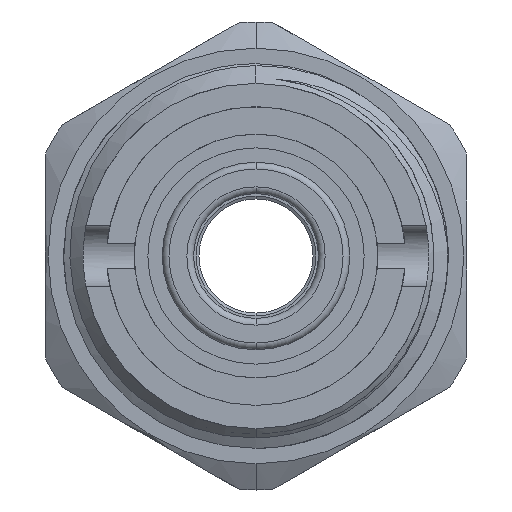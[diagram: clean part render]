
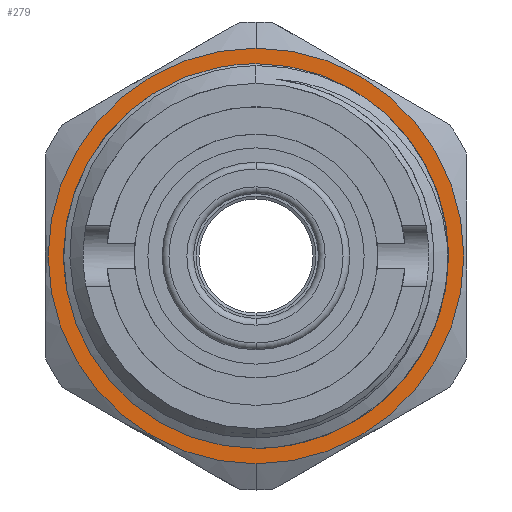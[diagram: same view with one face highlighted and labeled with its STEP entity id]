
A CAD part, front view. The second image highlights one B-rep face of the part: STEP entity #279.
In plain terms, the highlighted planar face has unit normal (0, -1, 0).
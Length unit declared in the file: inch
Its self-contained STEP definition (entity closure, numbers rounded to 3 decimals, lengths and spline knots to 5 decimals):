
#279 = ADVANCED_FACE ( 'NONE', ( #4196, #12599 ), #8652, .T. ) ;
#767 = AXIS2_PLACEMENT_3D ( 'NONE', #4642, #7897, #9132 ) ;
#811 = DIRECTION ( 'NONE',  ( 0., 0., -1. ) ) ;
#1268 = EDGE_LOOP ( 'NONE', ( #13841, #2019 ) ) ;
#1402 = DIRECTION ( 'NONE',  ( 0., -1., 0. ) ) ;
#1566 = EDGE_CURVE ( 'NONE', #9429, #13216, #6416, .T. ) ;
#2019 = ORIENTED_EDGE ( 'NONE', *, *, #3329, .T. ) ;
#2614 = EDGE_LOOP ( 'NONE', ( #12881, #9336 ) ) ;
#3329 = EDGE_CURVE ( 'NONE', #8275, #10636, #6489, .T. ) ;
#3633 = AXIS2_PLACEMENT_3D ( 'NONE', #5214, #12860, #811 ) ;
#4196 = FACE_OUTER_BOUND ( 'NONE', #1268, .T. ) ;
#4322 = DIRECTION ( 'NONE',  ( 0., 0., -1. ) ) ;
#4558 = AXIS2_PLACEMENT_3D ( 'NONE', #7026, #12294, #13428 ) ;
#4642 = CARTESIAN_POINT ( 'NONE',  ( 0., 0.945, 0. ) ) ;
#5214 = CARTESIAN_POINT ( 'NONE',  ( 0., 0.945, 0. ) ) ;
#6416 = CIRCLE ( 'NONE', #3633, 0.46 ) ;
#6489 = CIRCLE ( 'NONE', #10807, 0.555 ) ;
#6750 = EDGE_CURVE ( 'NONE', #10636, #8275, #8220, .T. ) ;
#6927 = CARTESIAN_POINT ( 'NONE',  ( 0., 0.945, 0.555 ) ) ;
#6977 = CARTESIAN_POINT ( 'NONE',  ( 0., 0.945, -0.46 ) ) ;
#7026 = CARTESIAN_POINT ( 'NONE',  ( 0., 0.945, 0. ) ) ;
#7897 = DIRECTION ( 'NONE',  ( 0., -1., 0. ) ) ;
#8220 = CIRCLE ( 'NONE', #767, 0.555 ) ;
#8275 = VERTEX_POINT ( 'NONE', #8296 ) ;
#8296 = CARTESIAN_POINT ( 'NONE',  ( 0., 0.945, -0.555 ) ) ;
#8652 = PLANE ( 'NONE',  #10131 ) ;
#9132 = DIRECTION ( 'NONE',  ( 0., 0., -1. ) ) ;
#9336 = ORIENTED_EDGE ( 'NONE', *, *, #12246, .F. ) ;
#9429 = VERTEX_POINT ( 'NONE', #6977 ) ;
#10131 = AXIS2_PLACEMENT_3D ( 'NONE', #12046, #10899, #4322 ) ;
#10636 = VERTEX_POINT ( 'NONE', #6927 ) ;
#10807 = AXIS2_PLACEMENT_3D ( 'NONE', #13603, #1402, #13176 ) ;
#10899 = DIRECTION ( 'NONE',  ( 0., -1., 0. ) ) ;
#11705 = CARTESIAN_POINT ( 'NONE',  ( 0., 0.945, 0.46 ) ) ;
#11775 = CIRCLE ( 'NONE', #4558, 0.46 ) ;
#12046 = CARTESIAN_POINT ( 'NONE',  ( 0., 0.945, 0.555 ) ) ;
#12246 = EDGE_CURVE ( 'NONE', #13216, #9429, #11775, .T. ) ;
#12294 = DIRECTION ( 'NONE',  ( 0., -1., 0. ) ) ;
#12599 = FACE_BOUND ( 'NONE', #2614, .T. ) ;
#12860 = DIRECTION ( 'NONE',  ( 0., -1., 0. ) ) ;
#12881 = ORIENTED_EDGE ( 'NONE', *, *, #1566, .F. ) ;
#13176 = DIRECTION ( 'NONE',  ( 0., 0., -1. ) ) ;
#13216 = VERTEX_POINT ( 'NONE', #11705 ) ;
#13428 = DIRECTION ( 'NONE',  ( 0., 0., -1. ) ) ;
#13603 = CARTESIAN_POINT ( 'NONE',  ( 0., 0.945, 0. ) ) ;
#13841 = ORIENTED_EDGE ( 'NONE', *, *, #6750, .T. ) ;
